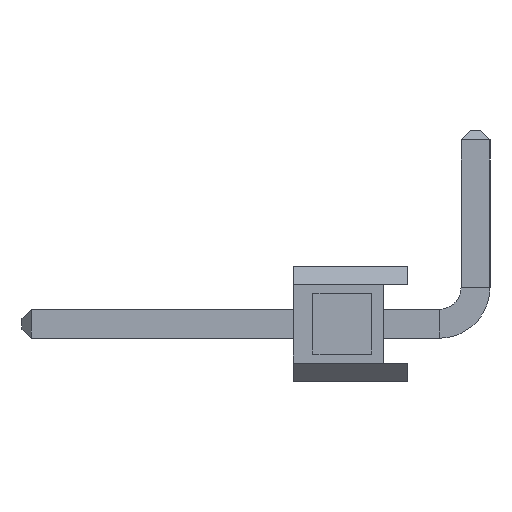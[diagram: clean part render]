
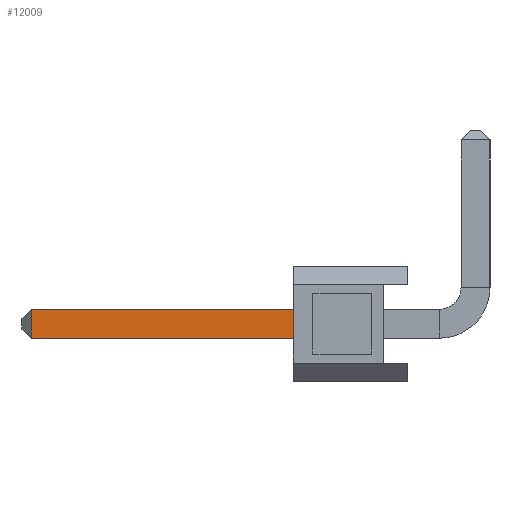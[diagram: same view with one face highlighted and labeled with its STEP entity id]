
A CAD part, left-side view. The second image highlights one B-rep face of the part: STEP entity #12009.
In plain terms, the highlighted planar face has unit normal (-1, 0, 0).
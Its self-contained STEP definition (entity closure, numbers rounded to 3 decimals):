
#132 = LINE ( 'NONE', #3579, #2764 ) ;
#1316 = VERTEX_POINT ( 'NONE', #24922 ) ;
#2764 = VECTOR ( 'NONE', #4295, 1000. ) ;
#3024 = CARTESIAN_POINT ( 'NONE',  ( -0.32, 8.34, 0.32 ) ) ;
#3579 = CARTESIAN_POINT ( 'NONE',  ( -0.32, -0.7, -0.32 ) ) ;
#3837 = ORIENTED_EDGE ( 'NONE', *, *, #7275, .F. ) ;
#4295 = DIRECTION ( 'NONE',  ( 0., 1., 0. ) ) ;
#5130 = ORIENTED_EDGE ( 'NONE', *, *, #15007, .F. ) ;
#6107 = EDGE_LOOP ( 'NONE', ( #22484, #9816, #5130, #3837 ) ) ;
#6784 = DIRECTION ( 'NONE',  ( -1., 0., 0. ) ) ;
#7275 = EDGE_CURVE ( 'NONE', #30121, #17411, #17301, .T. ) ;
#9816 = ORIENTED_EDGE ( 'NONE', *, *, #23334, .T. ) ;
#10028 = CARTESIAN_POINT ( 'NONE',  ( -0.32, 2.54, 0.32 ) ) ;
#11350 = DIRECTION ( 'NONE',  ( 0., 0., 1. ) ) ;
#11422 = CARTESIAN_POINT ( 'NONE',  ( -0.32, 2.54, 0. ) ) ;
#11718 = DIRECTION ( 'NONE',  ( 0., 1., 0. ) ) ;
#12009 = ADVANCED_FACE ( 'NONE', ( #20269 ), #28677, .T. ) ;
#14252 = EDGE_CURVE ( 'NONE', #30121, #25239, #27172, .T. ) ;
#15007 = EDGE_CURVE ( 'NONE', #17411, #1316, #132, .T. ) ;
#15284 = CARTESIAN_POINT ( 'NONE',  ( -0.32, 8.34, -0.32 ) ) ;
#15492 = DIRECTION ( 'NONE',  ( 0., 0., -1. ) ) ;
#16218 = VECTOR ( 'NONE', #15492, 1000. ) ;
#17301 = LINE ( 'NONE', #11422, #23021 ) ;
#17411 = VERTEX_POINT ( 'NONE', #20641 ) ;
#19304 = DIRECTION ( 'NONE',  ( 0., 0., -1. ) ) ;
#20269 = FACE_OUTER_BOUND ( 'NONE', #6107, .T. ) ;
#20641 = CARTESIAN_POINT ( 'NONE',  ( -0.32, 2.54, -0.32 ) ) ;
#21400 = CARTESIAN_POINT ( 'NONE',  ( -0.32, -0.7, 0.32 ) ) ;
#22484 = ORIENTED_EDGE ( 'NONE', *, *, #14252, .T. ) ;
#23021 = VECTOR ( 'NONE', #19304, 1000. ) ;
#23170 = AXIS2_PLACEMENT_3D ( 'NONE', #23897, #6784, #11350 ) ;
#23334 = EDGE_CURVE ( 'NONE', #25239, #1316, #29862, .T. ) ;
#23897 = CARTESIAN_POINT ( 'NONE',  ( -0.32, -0.7, -0.32 ) ) ;
#24922 = CARTESIAN_POINT ( 'NONE',  ( -0.32, 8.34, -0.32 ) ) ;
#25239 = VERTEX_POINT ( 'NONE', #3024 ) ;
#26037 = VECTOR ( 'NONE', #11718, 1000. ) ;
#27172 = LINE ( 'NONE', #21400, #26037 ) ;
#28677 = PLANE ( 'NONE',  #23170 ) ;
#29862 = LINE ( 'NONE', #15284, #16218 ) ;
#30121 = VERTEX_POINT ( 'NONE', #10028 ) ;
